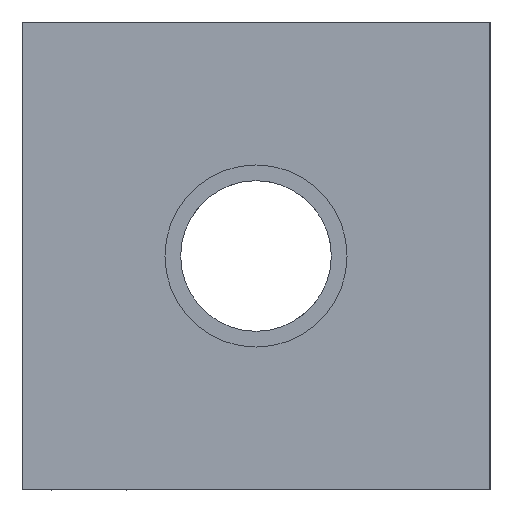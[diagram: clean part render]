
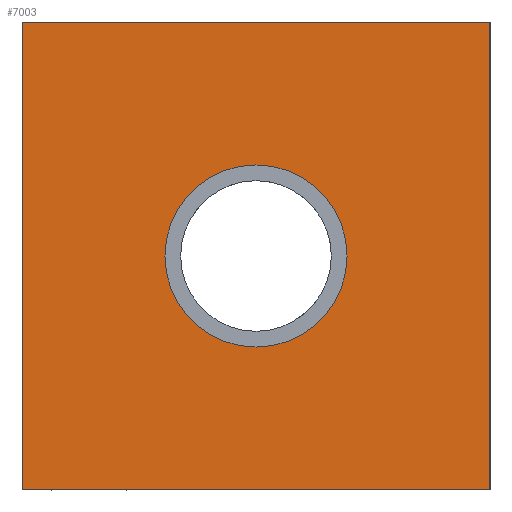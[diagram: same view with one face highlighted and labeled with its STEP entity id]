
A CAD part, left-side view. The second image highlights one B-rep face of the part: STEP entity #7003.
In plain terms, the highlighted planar face has unit normal (-1, 0, 0).
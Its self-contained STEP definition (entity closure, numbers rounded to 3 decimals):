
#113=CIRCLE('',#7353,8.649);
#114=CIRCLE('',#7354,8.649);
#161=FACE_BOUND('',#1145,.T.);
#404=PLANE('',#7355);
#751=FACE_OUTER_BOUND('',#1144,.T.);
#1144=EDGE_LOOP('',(#6242,#6243,#6244,#6245));
#1145=EDGE_LOOP('',(#6246,#6247));
#1444=LINE('',#10590,#2143);
#1853=LINE('',#12071,#2552);
#1854=LINE('',#12072,#2553);
#1855=LINE('',#12073,#2554);
#2143=VECTOR('',#7803,10.);
#2552=VECTOR('',#8720,10.);
#2553=VECTOR('',#8721,10.);
#2554=VECTOR('',#8722,10.);
#3036=VERTEX_POINT('',#10583);
#3039=VERTEX_POINT('',#10588);
#3390=VERTEX_POINT('',#12063);
#3391=VERTEX_POINT('',#12064);
#3392=VERTEX_POINT('',#12069);
#3393=VERTEX_POINT('',#12070);
#3828=EDGE_CURVE('',#3039,#3036,#1444,.T.);
#4348=EDGE_CURVE('',#3390,#3391,#113,.T.);
#4349=EDGE_CURVE('',#3391,#3390,#114,.T.);
#4351=EDGE_CURVE('',#3392,#3393,#1853,.T.);
#4352=EDGE_CURVE('',#3393,#3036,#1854,.T.);
#4353=EDGE_CURVE('',#3392,#3039,#1855,.T.);
#6242=ORIENTED_EDGE('',*,*,#4351,.T.);
#6243=ORIENTED_EDGE('',*,*,#4352,.T.);
#6244=ORIENTED_EDGE('',*,*,#3828,.F.);
#6245=ORIENTED_EDGE('',*,*,#4353,.F.);
#6246=ORIENTED_EDGE('',*,*,#4348,.T.);
#6247=ORIENTED_EDGE('',*,*,#4349,.T.);
#7003=ADVANCED_FACE('',(#751,#161),#404,.T.);
#7353=AXIS2_PLACEMENT_3D('',#12065,#8713,#8714);
#7354=AXIS2_PLACEMENT_3D('',#12066,#8715,#8716);
#7355=AXIS2_PLACEMENT_3D('',#12068,#8718,#8719);
#7803=DIRECTION('',(0.,-1.,0.));
#8713=DIRECTION('center_axis',(1.,0.,0.));
#8714=DIRECTION('ref_axis',(0.,1.,0.));
#8715=DIRECTION('center_axis',(1.,0.,0.));
#8716=DIRECTION('ref_axis',(0.,1.,0.));
#8718=DIRECTION('center_axis',(-1.,0.,0.));
#8719=DIRECTION('ref_axis',(0.,-1.,0.));
#8720=DIRECTION('',(0.,-1.,0.));
#8721=DIRECTION('',(0.,0.,1.));
#8722=DIRECTION('',(0.,0.,1.));
#10583=CARTESIAN_POINT('',(0.,0.,44.45));
#10588=CARTESIAN_POINT('',(0.,44.45,44.45));
#10590=CARTESIAN_POINT('',(0.,44.45,44.45));
#12063=CARTESIAN_POINT('',(0.,30.874,22.225));
#12064=CARTESIAN_POINT('',(0.,13.576,22.225));
#12065=CARTESIAN_POINT('Origin',(0.,22.225,22.225));
#12066=CARTESIAN_POINT('Origin',(0.,22.225,22.225));
#12068=CARTESIAN_POINT('Origin',(0.,44.45,0.));
#12069=CARTESIAN_POINT('',(0.,44.45,0.));
#12070=CARTESIAN_POINT('',(0.,0.,0.));
#12071=CARTESIAN_POINT('',(0.,44.45,0.));
#12072=CARTESIAN_POINT('',(0.,0.,0.));
#12073=CARTESIAN_POINT('',(0.,44.45,0.));
